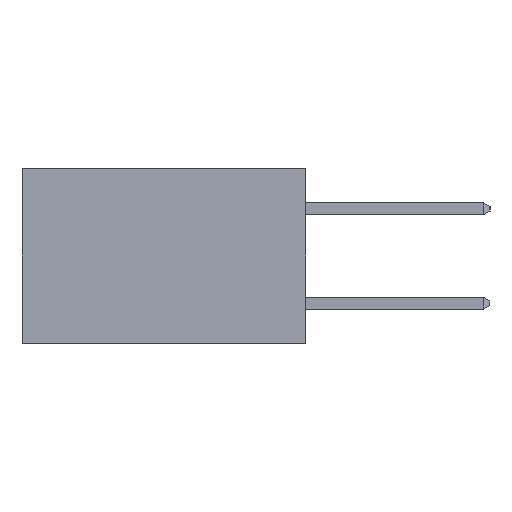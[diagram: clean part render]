
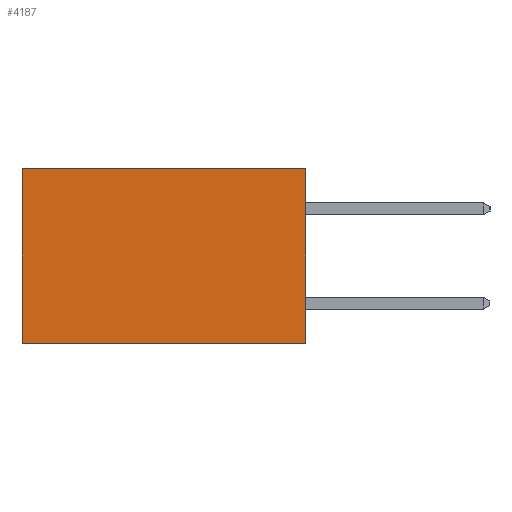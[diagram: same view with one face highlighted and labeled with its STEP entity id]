
A CAD part, left-side view. The second image highlights one B-rep face of the part: STEP entity #4187.
In plain terms, the highlighted planar face has unit normal (-1, 0, 0).
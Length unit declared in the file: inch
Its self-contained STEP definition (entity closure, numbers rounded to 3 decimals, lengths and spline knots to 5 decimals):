
#825 = CARTESIAN_POINT ( 'NONE',  ( 0.298, 0., -0.37 ) ) ;
#1178 = EDGE_CURVE ( 'NONE', #10215, #15147, #28956, .T. ) ;
#2047 = CARTESIAN_POINT ( 'NONE',  ( 0.298, 0., 0. ) ) ;
#2325 = LINE ( 'NONE', #26875, #25573 ) ;
#3876 = CARTESIAN_POINT ( 'NONE',  ( 0.298, 0., 0. ) ) ;
#4187 = ADVANCED_FACE ( 'NONE', ( #12690 ), #27340, .F. ) ;
#4206 = CARTESIAN_POINT ( 'NONE',  ( 0.298, 0.6, 0. ) ) ;
#4622 = DIRECTION ( 'NONE',  ( 0., 0., -1. ) ) ;
#4895 = LINE ( 'NONE', #10423, #15442 ) ;
#7970 = CARTESIAN_POINT ( 'NONE',  ( 0.298, 0.6, 0. ) ) ;
#9782 = EDGE_CURVE ( 'NONE', #15147, #19967, #4895, .T. ) ;
#10215 = VERTEX_POINT ( 'NONE', #11769 ) ;
#10423 = CARTESIAN_POINT ( 'NONE',  ( 0.298, 0., -0.37 ) ) ;
#10509 = EDGE_LOOP ( 'NONE', ( #26759, #10749, #15083, #20937 ) ) ;
#10692 = EDGE_CURVE ( 'NONE', #12433, #19967, #15777, .T. ) ;
#10749 = ORIENTED_EDGE ( 'NONE', *, *, #9782, .F. ) ;
#11769 = CARTESIAN_POINT ( 'NONE',  ( 0.298, 0., 0. ) ) ;
#12433 = VERTEX_POINT ( 'NONE', #7970 ) ;
#12690 = FACE_OUTER_BOUND ( 'NONE', #10509, .T. ) ;
#14769 = CARTESIAN_POINT ( 'NONE',  ( 0.298, 0.6, -0.37 ) ) ;
#15082 = VECTOR ( 'NONE', #26697, 39.37008 ) ;
#15083 = ORIENTED_EDGE ( 'NONE', *, *, #1178, .F. ) ;
#15147 = VERTEX_POINT ( 'NONE', #825 ) ;
#15442 = VECTOR ( 'NONE', #28276, 39.37008 ) ;
#15777 = LINE ( 'NONE', #4206, #15082 ) ;
#16184 = AXIS2_PLACEMENT_3D ( 'NONE', #2047, #16906, #4622 ) ;
#16906 = DIRECTION ( 'NONE',  ( 1., 0., 0. ) ) ;
#17981 = DIRECTION ( 'NONE',  ( 0., 1., 0. ) ) ;
#18151 = EDGE_CURVE ( 'NONE', #10215, #12433, #2325, .T. ) ;
#19479 = DIRECTION ( 'NONE',  ( 0., 0., -1. ) ) ;
#19967 = VERTEX_POINT ( 'NONE', #14769 ) ;
#20937 = ORIENTED_EDGE ( 'NONE', *, *, #18151, .T. ) ;
#25573 = VECTOR ( 'NONE', #17981, 39.37008 ) ;
#26697 = DIRECTION ( 'NONE',  ( 0., 0., -1. ) ) ;
#26759 = ORIENTED_EDGE ( 'NONE', *, *, #10692, .T. ) ;
#26875 = CARTESIAN_POINT ( 'NONE',  ( 0.298, 0., 0. ) ) ;
#27340 = PLANE ( 'NONE',  #16184 ) ;
#27611 = VECTOR ( 'NONE', #19479, 39.37008 ) ;
#28276 = DIRECTION ( 'NONE',  ( 0., 1., 0. ) ) ;
#28956 = LINE ( 'NONE', #3876, #27611 ) ;
